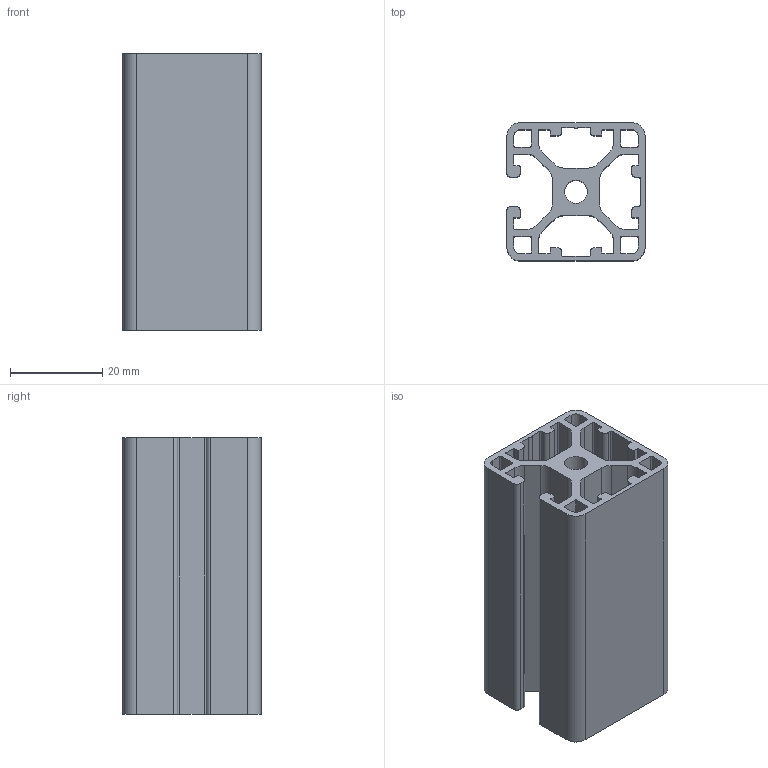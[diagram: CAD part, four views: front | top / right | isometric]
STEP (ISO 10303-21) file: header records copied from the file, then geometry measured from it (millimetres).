
FILE_DESCRIPTION(('FreeCAD Model'),'2;1');
FILE_NAME('Open CASCADE Shape Model','2024-03-18T17:25:00',(''),(''), 'Open CASCADE STEP processor 7.6','FreeCAD','Unknown');
FILE_SCHEMA(('AUTOMOTIVE_DESIGN { 1 0 10303 214 1 1 1 1 }'));
Length unit declared in the file: millimetre
Products named in the file (1): STI6-30303R
Bounding box: 30 x 30 x 60 mm (x, y, z)
Volume: 21368.3 mm3; surface area: 23037.9 mm2
Topology: 1 solids, 1 shells, 157 faces, 465 edges, 310 vertices
Faces by surface type: plane 79, cylinder 78
Full cylindrical faces by diameter (mm): 5 x1
Entity records: 11627 total; most frequent: CARTESIAN_POINT 2332, DIRECTION 1788, LINE 1082, VECTOR 1082, ORIENTED_EDGE 930, PCURVE 930, DEFINITIONAL_REPRESENTATION 930, EDGE_CURVE 465
